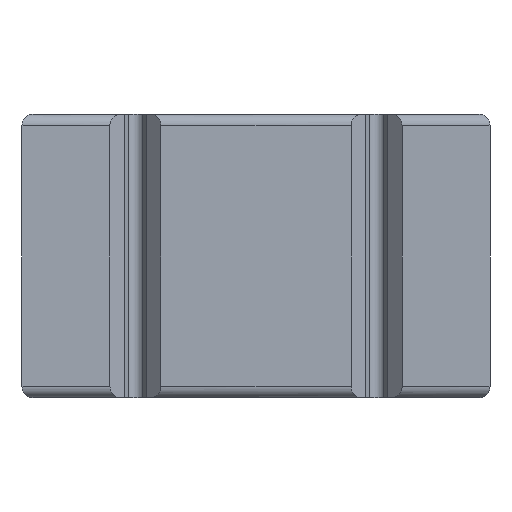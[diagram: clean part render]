
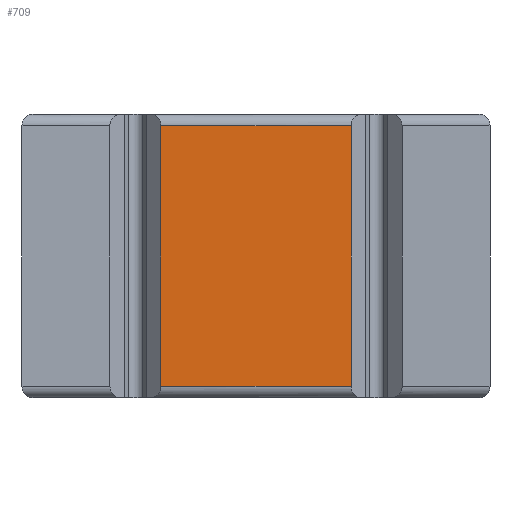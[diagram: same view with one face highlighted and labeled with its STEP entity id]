
A CAD part, front view. The second image highlights one B-rep face of the part: STEP entity #709.
In plain terms, the highlighted planar face has unit normal (0, -1, 0).
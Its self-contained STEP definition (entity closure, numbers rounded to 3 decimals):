
#20 = CARTESIAN_POINT ( 'NONE',  ( -6.7, 0., 0.8 ) ) ;
#257 = DIRECTION ( 'NONE',  ( 0., 0., 1. ) ) ;
#373 = EDGE_LOOP ( 'NONE', ( #4672, #1290, #3064, #3606 ) ) ;
#475 = AXIS2_PLACEMENT_3D ( 'NONE', #1841, #5186, #257 ) ;
#709 = ADVANCED_FACE ( 'NONE', ( #2675 ), #3459, .F. ) ;
#748 = CARTESIAN_POINT ( 'NONE',  ( -6.7, 0., 19.2 ) ) ;
#826 = DIRECTION ( 'NONE',  ( 0., 0., 1. ) ) ;
#967 = DIRECTION ( 'NONE',  ( 0., 0., 1. ) ) ;
#1075 = VECTOR ( 'NONE', #826, 1000. ) ;
#1098 = VECTOR ( 'NONE', #967, 1000. ) ;
#1290 = ORIENTED_EDGE ( 'NONE', *, *, #1306, .F. ) ;
#1306 = EDGE_CURVE ( 'NONE', #3362, #2416, #3317, .T. ) ;
#1583 = CARTESIAN_POINT ( 'NONE',  ( 6.7, 0., 19.2 ) ) ;
#1670 = VECTOR ( 'NONE', #2360, 1000. ) ;
#1841 = CARTESIAN_POINT ( 'NONE',  ( -16.5, 0., 20. ) ) ;
#1853 = LINE ( 'NONE', #4273, #3575 ) ;
#1863 = CARTESIAN_POINT ( 'NONE',  ( 6.7, 0., -10. ) ) ;
#2270 = LINE ( 'NONE', #1863, #1098 ) ;
#2282 = EDGE_CURVE ( 'NONE', #4733, #3505, #2270, .T. ) ;
#2360 = DIRECTION ( 'NONE',  ( -1., 0., 0. ) ) ;
#2416 = VERTEX_POINT ( 'NONE', #748 ) ;
#2675 = FACE_OUTER_BOUND ( 'NONE', #373, .T. ) ;
#2866 = LINE ( 'NONE', #4407, #1670 ) ;
#2900 = CARTESIAN_POINT ( 'NONE',  ( 6.7, 0., 0.8 ) ) ;
#3033 = EDGE_CURVE ( 'NONE', #3362, #4733, #1853, .T. ) ;
#3064 = ORIENTED_EDGE ( 'NONE', *, *, #3033, .T. ) ;
#3317 = LINE ( 'NONE', #3465, #1075 ) ;
#3362 = VERTEX_POINT ( 'NONE', #20 ) ;
#3459 = PLANE ( 'NONE',  #475 ) ;
#3465 = CARTESIAN_POINT ( 'NONE',  ( -6.7, 0., -10. ) ) ;
#3505 = VERTEX_POINT ( 'NONE', #1583 ) ;
#3575 = VECTOR ( 'NONE', #4743, 1000. ) ;
#3606 = ORIENTED_EDGE ( 'NONE', *, *, #2282, .T. ) ;
#4273 = CARTESIAN_POINT ( 'NONE',  ( 16.5, 0., 0.8 ) ) ;
#4407 = CARTESIAN_POINT ( 'NONE',  ( -16.5, 0., 19.2 ) ) ;
#4672 = ORIENTED_EDGE ( 'NONE', *, *, #4972, .T. ) ;
#4733 = VERTEX_POINT ( 'NONE', #2900 ) ;
#4743 = DIRECTION ( 'NONE',  ( 1., 0., 0. ) ) ;
#4972 = EDGE_CURVE ( 'NONE', #3505, #2416, #2866, .T. ) ;
#5186 = DIRECTION ( 'NONE',  ( 0., 1., 0. ) ) ;
